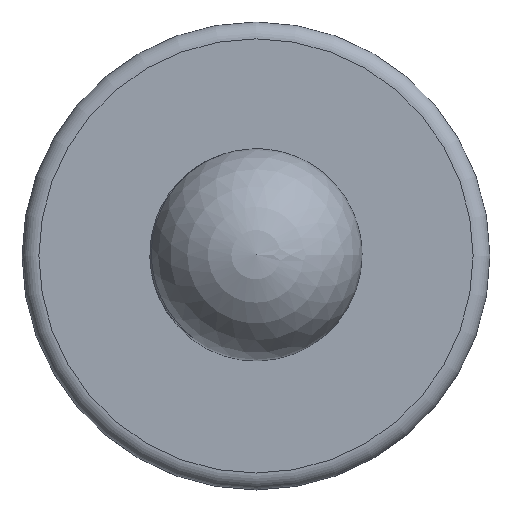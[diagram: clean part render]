
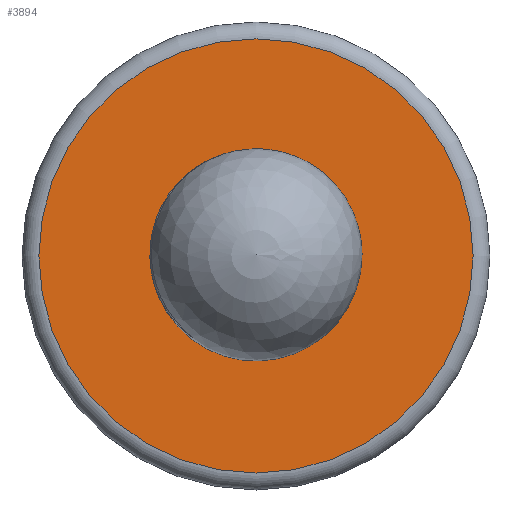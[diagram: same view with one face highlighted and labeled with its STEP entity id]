
A CAD part, top view. The second image highlights one B-rep face of the part: STEP entity #3894.
In plain terms, the highlighted planar face has unit normal (0, 0, 1).
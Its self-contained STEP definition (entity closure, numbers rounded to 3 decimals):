
#228 = TOROIDAL_SURFACE('',#229,9.995,2.);
#229 = AXIS2_PLACEMENT_3D('',#230,#231,#232);
#230 = CARTESIAN_POINT('',(0.,0.,10.86));
#231 = DIRECTION('',(0.,0.,1.));
#232 = DIRECTION('',(1.,0.,0.));
#2469 = VERTEX_POINT('',#2470);
#2470 = CARTESIAN_POINT('',(9.995,0.,
    8.86));
#2492 = EDGE_CURVE('',#2469,#2469,#2493,.T.);
#2493 = SURFACE_CURVE('',#2494,(#2499,#2506),.PCURVE_S1.);
#2494 = CIRCLE('',#2495,9.995);
#2495 = AXIS2_PLACEMENT_3D('',#2496,#2497,#2498);
#2496 = CARTESIAN_POINT('',(0.,0.,8.86));
#2497 = DIRECTION('',(0.,0.,-1.));
#2498 = DIRECTION('',(1.,0.,0.));
#2499 = PCURVE('',#228,#2500);
#2500 = DEFINITIONAL_REPRESENTATION('',(#2501),#2505);
#2501 = LINE('',#2502,#2503);
#2502 = CARTESIAN_POINT('',(-0.,4.712));
#2503 = VECTOR('',#2504,1.);
#2504 = DIRECTION('',(-1.,0.));
#2505 = ( GEOMETRIC_REPRESENTATION_CONTEXT(2) 
PARAMETRIC_REPRESENTATION_CONTEXT() REPRESENTATION_CONTEXT('2D SPACE',''
  ) );
#2506 = PCURVE('',#2507,#2512);
#2507 = PLANE('',#2508);
#2508 = AXIS2_PLACEMENT_3D('',#2509,#2510,#2511);
#2509 = CARTESIAN_POINT('',(0.,0.,8.86));
#2510 = DIRECTION('',(0.,0.,-1.));
#2511 = DIRECTION('',(1.,0.,0.));
#2512 = DEFINITIONAL_REPRESENTATION('',(#2513),#2517);
#2513 = CIRCLE('',#2514,9.995);
#2514 = AXIS2_PLACEMENT_2D('',#2515,#2516);
#2515 = CARTESIAN_POINT('',(0.,0.));
#2516 = DIRECTION('',(1.,0.));
#2517 = ( GEOMETRIC_REPRESENTATION_CONTEXT(2) 
PARAMETRIC_REPRESENTATION_CONTEXT() REPRESENTATION_CONTEXT('2D SPACE',''
  ) );
#3894 = ADVANCED_FACE('',(#3895,#3926),#2507,.F.);
#3895 = FACE_BOUND('',#3896,.F.);
#3896 = EDGE_LOOP('',(#3897));
#3897 = ORIENTED_EDGE('',*,*,#3898,.T.);
#3898 = EDGE_CURVE('',#3899,#3899,#3901,.T.);
#3899 = VERTEX_POINT('',#3900);
#3900 = CARTESIAN_POINT('',(25.75,0.,8.86));
#3901 = SURFACE_CURVE('',#3902,(#3907,#3914),.PCURVE_S1.);
#3902 = CIRCLE('',#3903,25.75);
#3903 = AXIS2_PLACEMENT_3D('',#3904,#3905,#3906);
#3904 = CARTESIAN_POINT('',(0.,0.,8.86));
#3905 = DIRECTION('',(0.,0.,-1.));
#3906 = DIRECTION('',(1.,0.,0.));
#3907 = PCURVE('',#2507,#3908);
#3908 = DEFINITIONAL_REPRESENTATION('',(#3909),#3913);
#3909 = CIRCLE('',#3910,25.75);
#3910 = AXIS2_PLACEMENT_2D('',#3911,#3912);
#3911 = CARTESIAN_POINT('',(0.,0.));
#3912 = DIRECTION('',(1.,0.));
#3913 = ( GEOMETRIC_REPRESENTATION_CONTEXT(2) 
PARAMETRIC_REPRESENTATION_CONTEXT() REPRESENTATION_CONTEXT('2D SPACE',''
  ) );
#3914 = PCURVE('',#3915,#3920);
#3915 = TOROIDAL_SURFACE('',#3916,25.75,2.);
#3916 = AXIS2_PLACEMENT_3D('',#3917,#3918,#3919);
#3917 = CARTESIAN_POINT('',(0.,0.,6.86));
#3918 = DIRECTION('',(0.,0.,1.));
#3919 = DIRECTION('',(1.,0.,0.));
#3920 = DEFINITIONAL_REPRESENTATION('',(#3921),#3925);
#3921 = LINE('',#3922,#3923);
#3922 = CARTESIAN_POINT('',(-0.,1.571));
#3923 = VECTOR('',#3924,1.);
#3924 = DIRECTION('',(-1.,0.));
#3925 = ( GEOMETRIC_REPRESENTATION_CONTEXT(2) 
PARAMETRIC_REPRESENTATION_CONTEXT() REPRESENTATION_CONTEXT('2D SPACE',''
  ) );
#3926 = FACE_BOUND('',#3927,.F.);
#3927 = EDGE_LOOP('',(#3928));
#3928 = ORIENTED_EDGE('',*,*,#2492,.F.);
